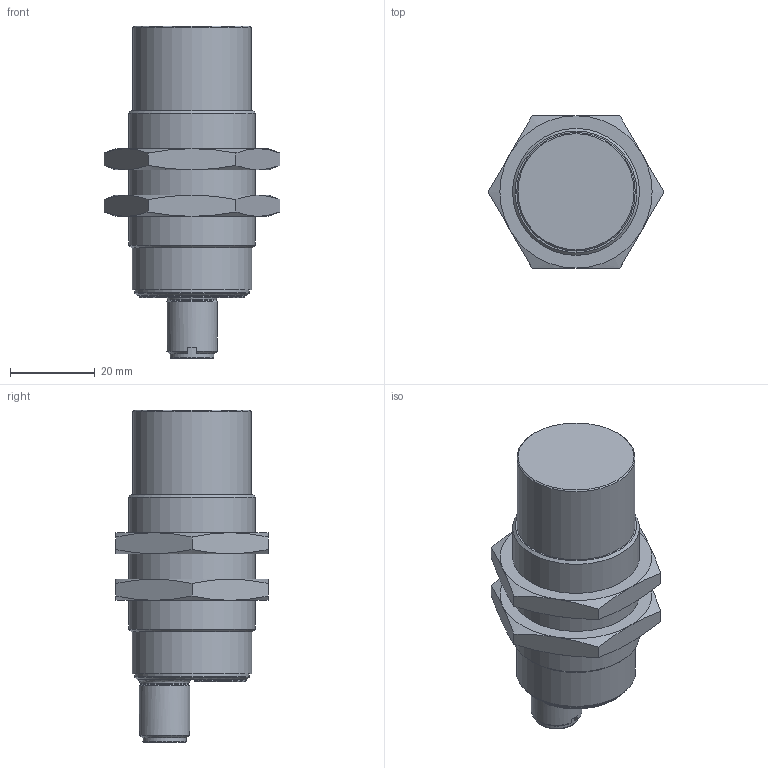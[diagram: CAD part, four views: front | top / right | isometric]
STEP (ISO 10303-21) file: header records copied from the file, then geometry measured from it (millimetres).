
FILE_DESCRIPTION (( 'STEP AP214' ), '1' );
FILE_NAME ('BCS00NH.STEP', '2023-07-19T16:55:53', ( '' ), ( '' ), 'SwSTEP 2.0', 'SolidWorks 2021', '' );
FILE_SCHEMA (( 'AUTOMOTIVE_DESIGN' ));
Length unit declared in the file: inch
Products named in the file (1): BCS00NH
Bounding box: 41.57 x 36 x 78.5 mm (x, y, z)
Volume: 48064.5 mm3; surface area: 12005.7 mm2
Topology: 3 solids, 3 shells, 184 faces, 438 edges, 272 vertices
Faces by surface type: plane 73, cylinder 52, cone 40, bspline 19
Full cylindrical faces by diameter (mm): 1 x4, 2.44 x1, 2.7 x1, 8.4 x1, 10.35 x1, 11.5 x1, 12 x1, 27 x1, 28 x1, 28.2 x1, 28.376 x2, 30 x1
Entity records: 8089 total; most frequent: CARTESIAN_POINT 1764, ORIENTED_EDGE 782, DIRECTION 780, EDGE_CURVE 391, AXIS2_PLACEMENT_3D 328, VERTEX_POINT 260, EDGE_LOOP 235, FACE_OUTER_BOUND 205
